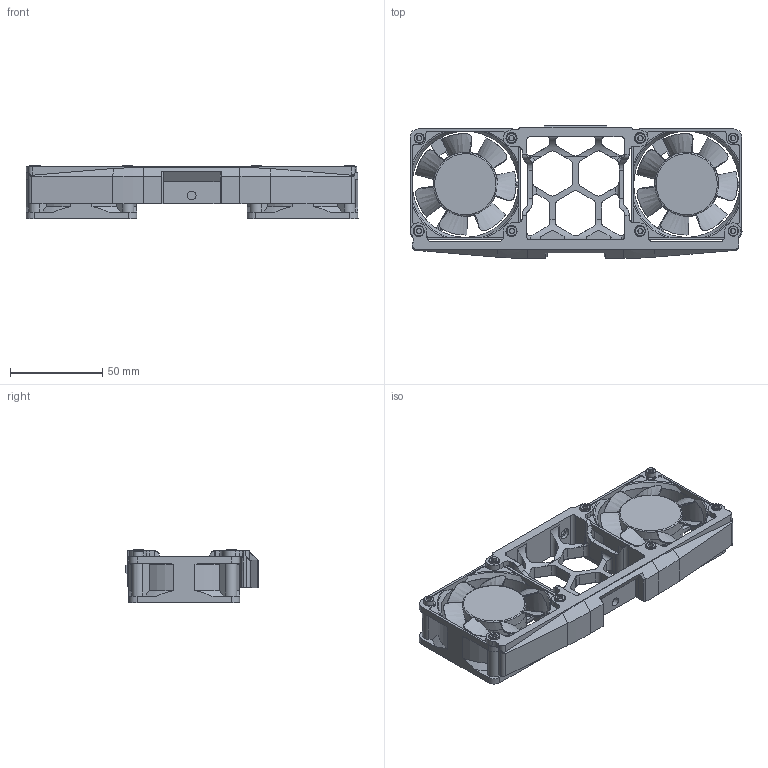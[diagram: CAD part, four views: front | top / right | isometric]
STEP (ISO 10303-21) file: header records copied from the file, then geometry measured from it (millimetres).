
FILE_DESCRIPTION(/* description */ (''),/* implementation_level */ '2;1');
FILE_NAME(/* name */ 'trident_skirt_fan_noctua_no_grill.step',/* time_stamp */ '2025-04-26T10:40:38-05:00',/* author */ (''),/* organization */ (''),/* preprocessor_version */ 'ST-DEVELOPER v20.1',/* originating_system */ 'Autodesk Translation Framework v14.4.0.0',/* authorisation */ '');
FILE_SCHEMA (('AUTOMOTIVE_DESIGN { 1 0 10303 214 3 1 1 }'));
Products named in the file (13): Skirt Fan; 6020 Fan B; M3x8 SHCS (163); 6020 Housing; 6020 Impeller; M3x8 SHCS (161); M3x8 SHCS (160); M3 Threaded Insert (106); M3 Threaded Insert (104); M3 Threaded Insert (105); M3 Threaded Insert (103); M3x8 SHCS (162); middle_skirt_no_grill
Assembly tree (22 placements, depth 3):
  Skirt Fan
    6020 Fan B
      6020 Housing  x2
      6020 Impeller  x2
      M3 Threaded Insert (103)  x2
      M3x8 SHCS (160)  x2
      M3 Threaded Insert (104)  x2
      M3 Threaded Insert (105)  x2
      M3 Threaded Insert (106)  x2
      M3x8 SHCS (161)  x2
      M3x8 SHCS (162)  x3
      M3x8 SHCS (163)
    middle_skirt_no_grill
Bounding box: 180.04 x 72 x 29 mm (x, y, z)
Volume: 116413.5 mm3; surface area: 74238.8 mm2
Topology: 21 solids, 21 shells, 2011 faces, 5451 edges, 3527 vertices
Faces by surface type: bspline 744, cylinder 528, plane 481, cone 212, torus 46
Full cylindrical faces by diameter (mm): 2.9 x8, 3 x8, 3.5 x2, 4.2 x8, 4.25 x8, 4.3 x6, 4.5 x8, 4.6 x8, 4.7 x1, 5.5 x8, 6 x7, 30.85 x2, 35 x2, 57.5 x2
Entity records: 54279 total; most frequent: CARTESIAN_POINT 25852, ORIENTED_EDGE 6452, DIRECTION 5110, EDGE_CURVE 3226, VERTEX_POINT 2075, AXIS2_PLACEMENT_3D 2021, EDGE_LOOP 1273, FACE_OUTER_BOUND 1196
